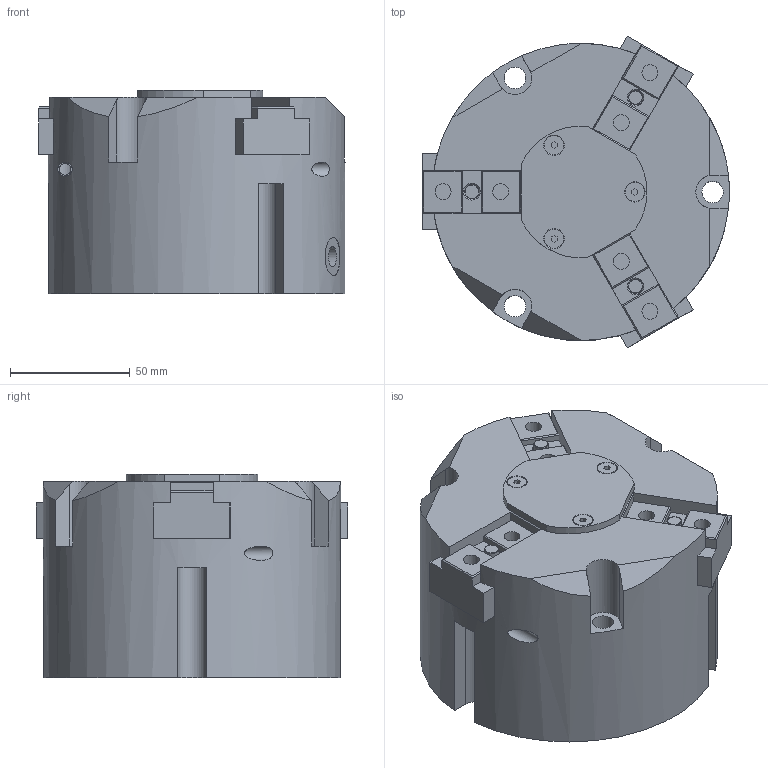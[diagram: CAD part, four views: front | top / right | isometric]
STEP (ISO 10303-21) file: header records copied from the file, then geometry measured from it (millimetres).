
FILE_DESCRIPTION(/* description */ (''),/* implementation_level */ '2;1');
FILE_NAME(/* name */ 'MAS-G3-125-SV-C1.2.stp',/* time_stamp */ '2018-02-01T14:13:48+01:00',/* author */ ('Tecnico'),/* organization */ (''),/* preprocessor_version */ 'ST-DEVELOPER v16.13',/* originating_system */ 'Autodesk Inventor 2018',/* authorisation */ '');
FILE_SCHEMA (('AUTOMOTIVE_DESIGN { 1 0 10303 214 3 1 1 }'));
Length unit declared in the file: millimetre
Products named in the file (6): MAS-G3-125-SV-C1.2; MAS-G3-125-CORPO; MAS-G3-125-GRIFFA SV; MAS-G3-125-COPERCHIO; DIN 7991 - M4x10; MAS-G3-100-SPINA 6X9
Assembly tree (11 placements, depth 2):
  MAS-G3-125-SV-C1.2
    MAS-G3-125-CORPO
    MAS-G3-125-GRIFFA SV  x3
    MAS-G3-125-COPERCHIO
    DIN 7991 - M4x10  x3
    MAS-G3-100-SPINA 6X9  x3
Bounding box: 127.96 x 130.12 x 85 mm (x, y, z)
Volume: 927762 mm3; surface area: 110209.4 mm2
Topology: 11 solids, 11 shells, 319 faces, 797 edges, 518 vertices
Faces by surface type: plane 217, cylinder 71, cone 22, torus 9
Full cylindrical faces by diameter (mm): 3.242 x3, 4 x3, 4.5 x3, 4.917 x5, 6 x9, 6.647 x6, 8 x5, 8.5 x3, 8.566 x2, 9 x3, 9.1 x3, 124 x1
Entity records: 6207 total; most frequent: CARTESIAN_POINT 1322, DIRECTION 998, ORIENTED_EDGE 872, EDGE_CURVE 436, AXIS2_PLACEMENT_3D 366, VERTEX_POINT 314, EDGE_LOOP 286, LINE 266
